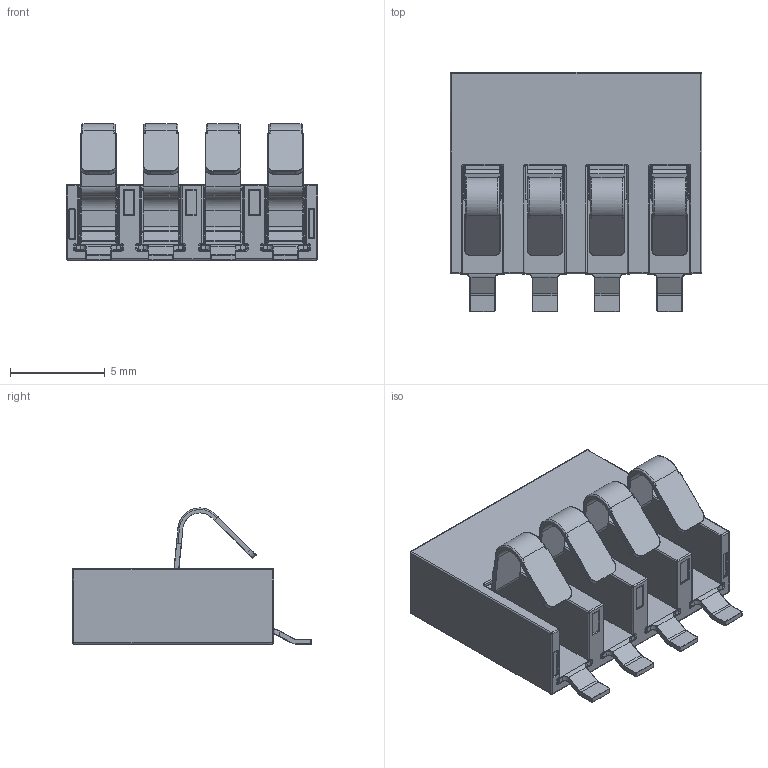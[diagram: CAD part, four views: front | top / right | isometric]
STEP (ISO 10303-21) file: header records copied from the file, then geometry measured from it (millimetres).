
FILE_DESCRIPTION(('FreeCAD Model'),'2;1');
FILE_NAME('Open CASCADE Shape Model','2025-04-17T14:12:08',('FreeCAD'),( 'FreeCAD'),'Open CASCADE STEP processor 7.6','FreeCAD','Unknown');
FILE_SCHEMA(('AUTOMOTIVE_DESIGN { 1 0 10303 214 1 1 1 1 }'));
Products named in the file (1): Open CASCADE STEP translator 7.6 1
Bounding box: 13.29 x 12.62 x 7.19 mm (x, y, z)
Volume: 378.6 mm3; surface area: 1129.4 mm2
Topology: 1 solids, 1 shells, 1392 faces, 3151 edges, 1750 vertices
Faces by surface type: bspline 1392
Entity records: 36748 total; most frequent: CARTESIAN_POINT 19516, ORIENTED_EDGE 6268, EDGE_CURVE 3134, VERTEX_POINT 1750, B_SPLINE_CURVE_WITH_KNOTS 1549, FACE_BOUND 1398, EDGE_LOOP 1398, ADVANCED_FACE 1392
